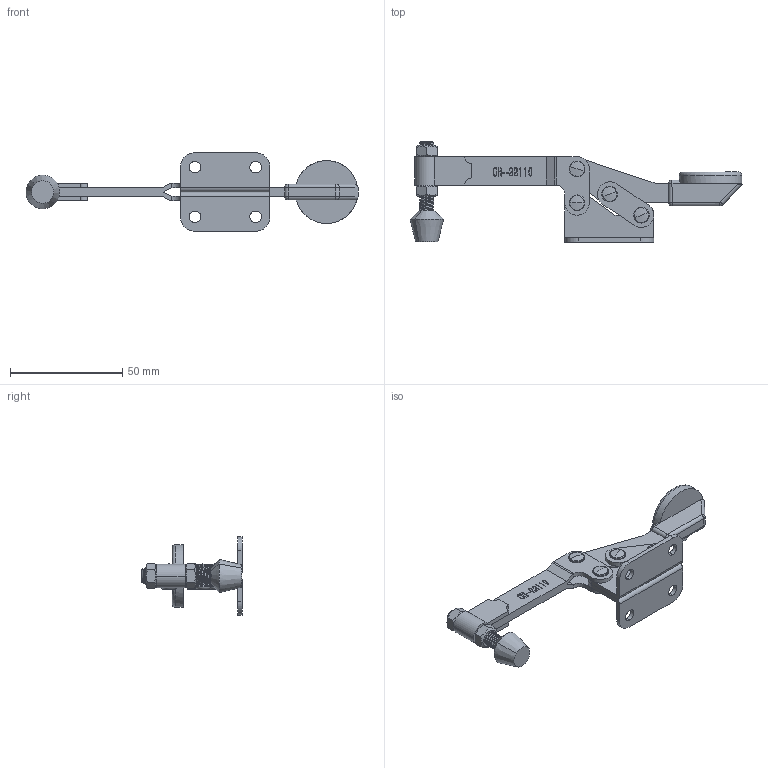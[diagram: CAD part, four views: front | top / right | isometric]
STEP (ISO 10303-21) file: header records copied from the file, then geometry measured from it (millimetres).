
FILE_DESCRIPTION (( 'STEP AP203' ), '1' );
FILE_NAME ('CH-22110.STEP', '2017-11-14T07:06:00', ( 'Windows' ), ( 'Microsoft' ), 'SwSTEP 2.0', 'SolidWorks 2015', '' );
FILE_SCHEMA (( 'CONFIG_CONTROL_DESIGN' ));
Length unit declared in the file: millimetre
Products named in the file (9): 22110-05; 22110-06; CH-22110; 22110-01; 揤參; 14134; 14134-02; 22110-03; 22110-04
Assembly tree (13 placements, depth 2):
  CH-22110
    22110-01
    揤參
    14134
    14134-02  x2
    22110-03
    22110-04  x2
    22110-05  x4
    22110-06
Bounding box: 147.99 x 44.68 x 34.9 mm (x, y, z)
Volume: 21887.5 mm3; surface area: 19834.7 mm2
Topology: 14 solids, 16 shells, 623 faces, 1731 edges, 1163 vertices
Faces by surface type: plane 251, cylinder 197, bspline 94, torus 36, cone 33, sphere 12
Entity records: 25373 total; most frequent: CARTESIAN_POINT 11551, ORIENTED_EDGE 2966, DIRECTION 2203, EDGE_CURVE 1483, VERTEX_POINT 1013, VECTOR 841, LINE 841, AXIS2_PLACEMENT_3D 681
